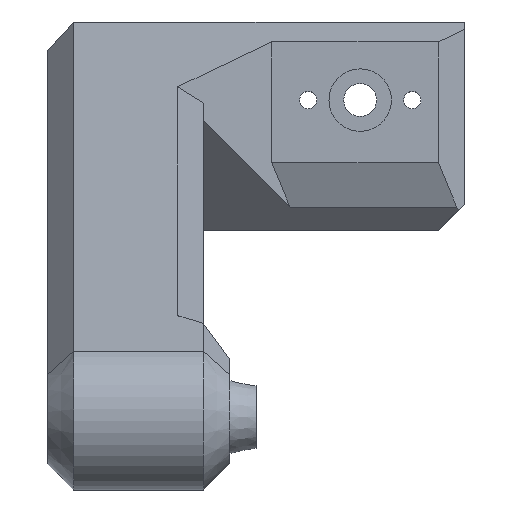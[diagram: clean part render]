
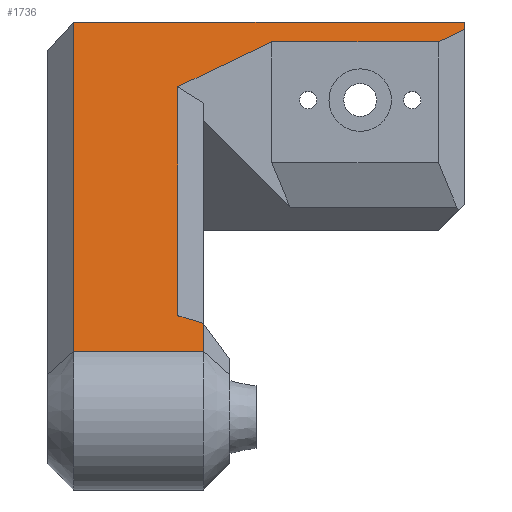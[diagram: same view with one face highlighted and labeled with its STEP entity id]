
A CAD part, top view. The second image highlights one B-rep face of the part: STEP entity #1736.
In plain terms, the highlighted planar face has unit normal (0, 0.902, 0.432).
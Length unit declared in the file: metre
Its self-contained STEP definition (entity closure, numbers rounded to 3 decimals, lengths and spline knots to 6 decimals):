
#108=LINE('',#2627,#320);
#110=LINE('',#2631,#322);
#111=LINE('',#2634,#323);
#112=LINE('',#2636,#324);
#113=LINE('',#2638,#325);
#114=LINE('',#2640,#326);
#115=LINE('',#2642,#327);
#116=LINE('',#2644,#328);
#117=LINE('',#2646,#329);
#118=LINE('',#2647,#330);
#119=LINE('',#2649,#331);
#320=VECTOR('',#2107,1.);
#322=VECTOR('',#2111,1.);
#323=VECTOR('',#2112,1.);
#324=VECTOR('',#2113,1.);
#325=VECTOR('',#2114,1.);
#326=VECTOR('',#2115,1.);
#327=VECTOR('',#2116,1.);
#328=VECTOR('',#2117,1.);
#329=VECTOR('',#2118,1.);
#330=VECTOR('',#2119,1.);
#331=VECTOR('',#2120,1.);
#465=PLANE('',#1864);
#648=ORIENTED_EDGE('',*,*,#1114,.T.);
#649=ORIENTED_EDGE('',*,*,#1115,.T.);
#650=ORIENTED_EDGE('',*,*,#1116,.T.);
#651=ORIENTED_EDGE('',*,*,#1117,.T.);
#652=ORIENTED_EDGE('',*,*,#1118,.T.);
#653=ORIENTED_EDGE('',*,*,#1119,.F.);
#654=ORIENTED_EDGE('',*,*,#1120,.T.);
#655=ORIENTED_EDGE('',*,*,#1121,.T.);
#656=ORIENTED_EDGE('',*,*,#1112,.T.);
#657=ORIENTED_EDGE('',*,*,#1122,.T.);
#658=ORIENTED_EDGE('',*,*,#1123,.F.);
#1112=EDGE_CURVE('',#1343,#1342,#108,.T.);
#1114=EDGE_CURVE('',#1344,#1345,#110,.T.);
#1115=EDGE_CURVE('',#1345,#1346,#111,.F.);
#1116=EDGE_CURVE('',#1346,#1347,#112,.F.);
#1117=EDGE_CURVE('',#1347,#1348,#113,.T.);
#1118=EDGE_CURVE('',#1348,#1349,#114,.T.);
#1119=EDGE_CURVE('',#1350,#1349,#115,.T.);
#1120=EDGE_CURVE('',#1350,#1351,#116,.T.);
#1121=EDGE_CURVE('',#1351,#1343,#117,.T.);
#1122=EDGE_CURVE('',#1342,#1352,#118,.T.);
#1123=EDGE_CURVE('',#1344,#1352,#119,.T.);
#1342=VERTEX_POINT('',#2626);
#1343=VERTEX_POINT('',#2628);
#1344=VERTEX_POINT('',#2632);
#1345=VERTEX_POINT('',#2633);
#1346=VERTEX_POINT('',#2635);
#1347=VERTEX_POINT('',#2637);
#1348=VERTEX_POINT('',#2639);
#1349=VERTEX_POINT('',#2641);
#1350=VERTEX_POINT('',#2643);
#1351=VERTEX_POINT('',#2645);
#1352=VERTEX_POINT('',#2648);
#1470=EDGE_LOOP('',(#648,#649,#650,#651,#652,#653,#654,#655,#656,#657,#658));
#1605=FACE_BOUND('',#1470,.T.);
#1736=ADVANCED_FACE('',(#1605),#465,.T.);
#1864=AXIS2_PLACEMENT_3D('',#2630,#2109,#2110);
#2107=DIRECTION('',(-1.,0.,0.));
#2109=DIRECTION('',(0.,0.902,0.432));
#2110=DIRECTION('',(0.,-0.432,0.902));
#2111=DIRECTION('',(0.,0.432,-0.902));
#2112=DIRECTION('',(0.447,-0.387,0.807));
#2113=DIRECTION('',(0.816,-0.25,0.521));
#2114=DIRECTION('',(0.,0.432,-0.902));
#2115=DIRECTION('',(0.67,0.321,-0.67));
#2116=DIRECTION('',(-1.,0.,0.));
#2117=DIRECTION('',(0.67,0.321,-0.67));
#2118=DIRECTION('',(0.,0.432,-0.902));
#2119=DIRECTION('',(0.,-0.432,0.902));
#2120=DIRECTION('',(-1.,0.,0.));
#2626=CARTESIAN_POINT('',(0.005,0.015,0.015));
#2627=CARTESIAN_POINT('',(0.03,0.015,0.015));
#2628=CARTESIAN_POINT('',(0.08,0.015,0.015));
#2630=CARTESIAN_POINT('',(0.03,-0.016712,0.081145));
#2631=CARTESIAN_POINT('',(0.03,-0.016712,0.081145));
#2632=CARTESIAN_POINT('',(0.03,-0.048424,0.14729));
#2633=CARTESIAN_POINT('',(0.03,-0.043212,0.136418));
#2634=CARTESIAN_POINT('',(0.0055,-0.022001,0.092178));
#2635=CARTESIAN_POINT('',(0.029771,-0.043014,0.136005));
#2636=CARTESIAN_POINT('',(0.024013,-0.041251,0.132329));
#2637=CARTESIAN_POINT('',(0.025,-0.041553,0.132959));
#2638=CARTESIAN_POINT('',(0.025,-0.016712,0.081145));
#2639=CARTESIAN_POINT('',(0.025,0.002535,0.041));
#2640=CARTESIAN_POINT('',(0.039972,0.009713,0.026028));
#2641=CARTESIAN_POINT('',(0.043,0.011165,0.023));
#2642=CARTESIAN_POINT('',(0.08,0.011165,0.023));
#2643=CARTESIAN_POINT('',(0.075,0.011165,0.023));
#2644=CARTESIAN_POINT('',(0.02275,-0.013886,0.07525));
#2645=CARTESIAN_POINT('',(0.08,0.013562,0.018));
#2646=CARTESIAN_POINT('',(0.08,-0.016712,0.081145));
#2647=CARTESIAN_POINT('',(0.005,-0.048424,0.14729));
#2648=CARTESIAN_POINT('',(0.005,-0.048424,0.14729));
#2649=CARTESIAN_POINT('',(0.03,-0.048424,0.14729));
